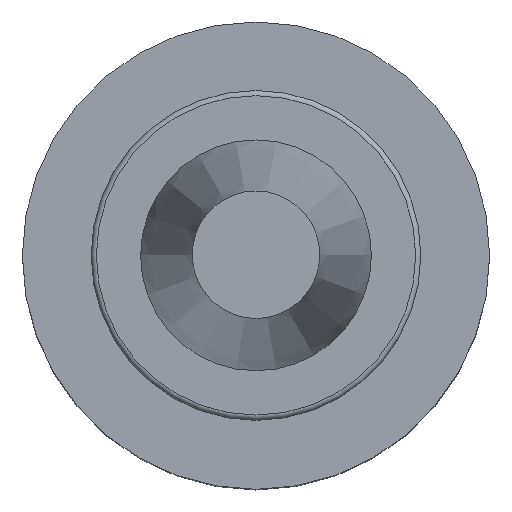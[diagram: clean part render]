
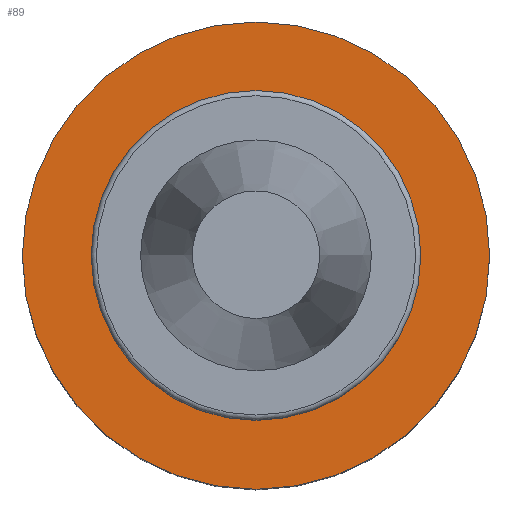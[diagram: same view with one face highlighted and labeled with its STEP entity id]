
A CAD part, top view. The second image highlights one B-rep face of the part: STEP entity #89.
In plain terms, the highlighted planar face has unit normal (0, 0, 1).
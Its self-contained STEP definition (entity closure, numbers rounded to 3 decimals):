
#52=FACE_BOUND('',#121,.T.);
#53=FACE_BOUND('',#122,.T.);
#89=ADVANCED_FACE('',(#52,#53),#108,.F.);
#108=PLANE('',#264);
#121=EDGE_LOOP('',(#161));
#122=EDGE_LOOP('',(#162));
#161=ORIENTED_EDGE('',*,*,#219,.F.);
#162=ORIENTED_EDGE('',*,*,#218,.T.);
#198=VERTEX_POINT('',#390);
#199=VERTEX_POINT('',#393);
#218=EDGE_CURVE('',#198,#198,#238,.T.);
#219=EDGE_CURVE('',#199,#199,#239,.T.);
#238=CIRCLE('',#261,45.0);
#239=CIRCLE('',#263,25.0);
#261=AXIS2_PLACEMENT_3D('',#389,#308,#309);
#263=AXIS2_PLACEMENT_3D('',#392,#312,#313);
#264=AXIS2_PLACEMENT_3D('',#394,#314,#315);
#308=DIRECTION('',(0.0,0.0,1.0));
#309=DIRECTION('',(1.0,0.0,0.0));
#312=DIRECTION('',(0.0,0.0,1.0));
#313=DIRECTION('',(1.0,0.0,0.0));
#314=DIRECTION('',(0.0,0.0,-1.0));
#315=DIRECTION('',(-1.0,0.0,0.0));
#389=CARTESIAN_POINT('',(0.0,0.0,-35.25));
#390=CARTESIAN_POINT('',(45.0,0.0,-35.25));
#392=CARTESIAN_POINT('',(0.0,0.0,-35.25));
#393=CARTESIAN_POINT('',(25.0,0.0,-35.25));
#394=CARTESIAN_POINT('',(0.0,-45.0,-35.25));
